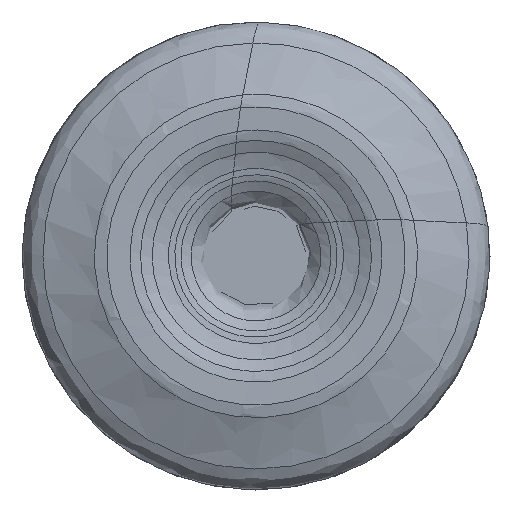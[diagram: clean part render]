
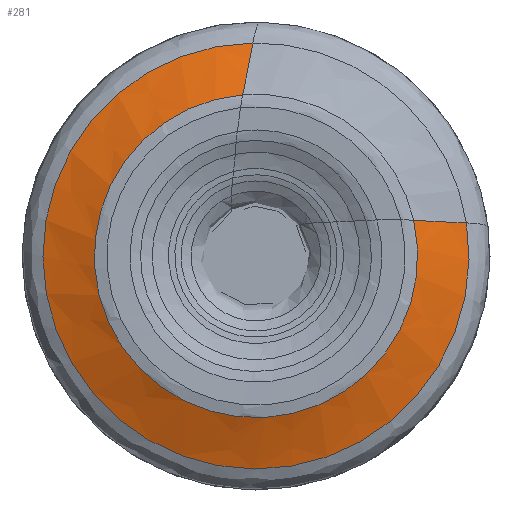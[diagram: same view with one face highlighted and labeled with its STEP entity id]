
A CAD part, left-side view. The second image highlights one B-rep face of the part: STEP entity #281.
In plain terms, the highlighted free-form (B-spline) face has degree [3, 3] with [4, 7] control points.
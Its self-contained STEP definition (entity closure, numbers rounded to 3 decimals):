
#110=(
BOUNDED_SURFACE()
B_SPLINE_SURFACE(3,3,((#2137,#2138,#2139,#2140,#2141,#2142,#2143),(#2144,
#2145,#2146,#2147,#2148,#2149,#2150),(#2151,#2152,#2153,#2154,#2155,#2156,
#2157),(#2158,#2159,#2160,#2161,#2162,#2163,#2164)),.UNSPECIFIED.,.F.,.F.,
 .F.)
B_SPLINE_SURFACE_WITH_KNOTS((4,4),(4,3,4),(0.,1.),(0.,0.5,1.),
 .UNSPECIFIED.)
GEOMETRIC_REPRESENTATION_ITEM()
RATIONAL_B_SPLINE_SURFACE(((1.,0.567,0.567,1.,0.567,
0.567,1.),(0.997,0.565,0.565,
0.997,0.565,0.565,0.997),
(0.997,0.565,0.565,0.997,
0.565,0.565,0.997),(1.,0.567,
0.567,1.,0.567,0.567,1.)))
REPRESENTATION_ITEM('')
SURFACE()
);
#195=FACE_OUTER_BOUND('',#402,.T.);
#281=ADVANCED_FACE('',(#195),#110,.F.);
#402=EDGE_LOOP('',(#564,#565,#566,#567));
#564=ORIENTED_EDGE('',*,*,#870,.F.);
#565=ORIENTED_EDGE('',*,*,#871,.F.);
#566=ORIENTED_EDGE('',*,*,#867,.T.);
#567=ORIENTED_EDGE('',*,*,#872,.F.);
#769=VERTEX_POINT('',#2094);
#770=VERTEX_POINT('',#2095);
#771=VERTEX_POINT('',#2133);
#772=VERTEX_POINT('',#2134);
#867=EDGE_CURVE('',#769,#770,#980,.T.);
#870=EDGE_CURVE('',#771,#772,#981,.T.);
#871=EDGE_CURVE('',#769,#771,#982,.T.);
#872=EDGE_CURVE('',#772,#770,#983,.T.);
#980=CIRCLE('',#1102,11.056);
#981=CIRCLE('',#1103,14.568);
#982=CIRCLE('',#1104,21.726);
#983=CIRCLE('',#1105,21.726);
#1102=AXIS2_PLACEMENT_3D('',#2093,#1321,#1322);
#1103=AXIS2_PLACEMENT_3D('',#2132,#1323,#1324);
#1104=AXIS2_PLACEMENT_3D('',#2135,#1325,#1326);
#1105=AXIS2_PLACEMENT_3D('',#2136,#1327,#1328);
#1321=DIRECTION('',(1.,0.,0.));
#1322=DIRECTION('',(0.,-0.975,0.221));
#1323=DIRECTION('',(1.,0.,0.));
#1324=DIRECTION('',(0.,-0.988,0.155));
#1325=DIRECTION('',(-0.139,0.,-0.99));
#1326=DIRECTION('',(0.99,0.,-0.139));
#1327=DIRECTION('',(0.139,0.98,0.139));
#1328=DIRECTION('',(0.99,-0.138,-0.02));
#2093=CARTESIAN_POINT('',(0.18,0.,0.));
#2094=CARTESIAN_POINT('',(0.18,-10.782,2.446));
#2095=CARTESIAN_POINT('',(0.18,0.906,11.019));
#2132=CARTESIAN_POINT('',(1.482,0.,0.));
#2133=CARTESIAN_POINT('',(1.482,-14.391,2.263));
#2134=CARTESIAN_POINT('',(1.482,0.218,14.566));
#2135=CARTESIAN_POINT('',(-19.305,-19.994,5.185));
#2136=CARTESIAN_POINT('',(-19.305,2.322,20.524));
#2137=CARTESIAN_POINT('',(0.18,-10.782,2.446));
#2138=CARTESIAN_POINT('',(0.18,-13.478,-9.438));
#2139=CARTESIAN_POINT('',(0.18,-3.288,-16.122));
#2140=CARTESIAN_POINT('',(0.18,6.539,-8.915));
#2141=CARTESIAN_POINT('',(0.18,16.365,-1.708));
#2142=CARTESIAN_POINT('',(0.18,13.052,10.02));
#2143=CARTESIAN_POINT('',(0.18,0.906,11.019));
#2144=CARTESIAN_POINT('',(0.719,-11.944,2.371));
#2145=CARTESIAN_POINT('',(0.719,-14.557,-10.795));
#2146=CARTESIAN_POINT('',(0.719,-3.138,-17.85));
#2147=CARTESIAN_POINT('',(0.719,7.466,-9.62));
#2148=CARTESIAN_POINT('',(0.719,18.07,-1.39));
#2149=CARTESIAN_POINT('',(0.719,14.07,11.423));
#2150=CARTESIAN_POINT('',(0.719,0.668,12.159));
#2151=CARTESIAN_POINT('',(1.154,-13.15,2.31));
#2152=CARTESIAN_POINT('',(1.154,-15.696,-12.186));
#2153=CARTESIAN_POINT('',(1.154,-3.007,-19.642));
#2154=CARTESIAN_POINT('',(1.154,8.417,-10.364));
#2155=CARTESIAN_POINT('',(1.154,19.842,-1.086));
#2156=CARTESIAN_POINT('',(1.154,15.147,12.862));
#2157=CARTESIAN_POINT('',(1.154,0.438,13.345));
#2158=CARTESIAN_POINT('',(1.482,-14.391,2.263));
#2159=CARTESIAN_POINT('',(1.482,-16.886,-13.599));
#2160=CARTESIAN_POINT('',(1.482,-2.898,-21.486));
#2161=CARTESIAN_POINT('',(1.482,9.384,-11.143));
#2162=CARTESIAN_POINT('',(1.482,21.666,-0.799));
#2163=CARTESIAN_POINT('',(1.482,16.273,14.326));
#2164=CARTESIAN_POINT('',(1.482,0.218,14.566));
